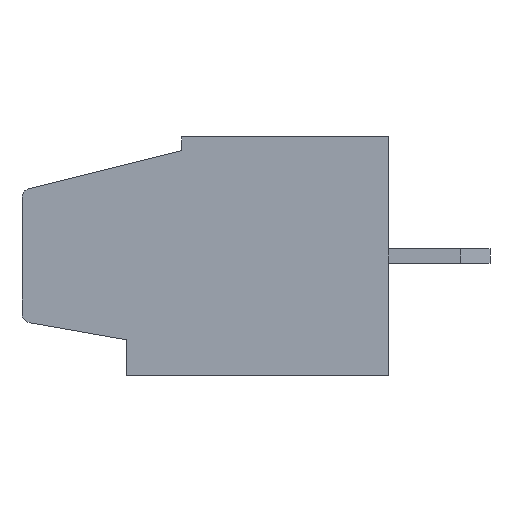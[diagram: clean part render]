
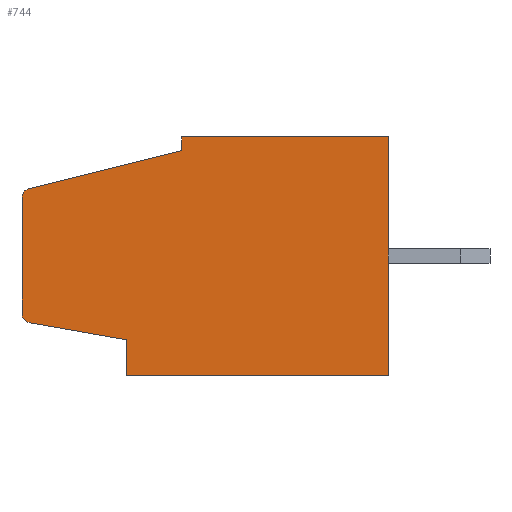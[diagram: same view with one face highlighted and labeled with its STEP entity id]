
A CAD part, left-side view. The second image highlights one B-rep face of the part: STEP entity #744.
In plain terms, the highlighted planar face has unit normal (-1, 0, 0).
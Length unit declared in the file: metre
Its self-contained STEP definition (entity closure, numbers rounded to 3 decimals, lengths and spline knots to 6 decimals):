
#744=ADVANCED_FACE('',(#1619),#1620,.F.);
#1619=FACE_OUTER_BOUND('',#2602,.T.);
#1620=PLANE('',#2603);
#2602=EDGE_LOOP('',(#4777,#4778,#4779,#4780,#4781,#4782,#4783,#4784,#4785,#4786));
#2603=AXIS2_PLACEMENT_3D('',#4787,#4788,#4789);
#4777=ORIENTED_EDGE('',*,*,#6179,.F.);
#4778=ORIENTED_EDGE('',*,*,#6421,.F.);
#4779=ORIENTED_EDGE('',*,*,#6050,.F.);
#4780=ORIENTED_EDGE('',*,*,#5941,.F.);
#4781=ORIENTED_EDGE('',*,*,#6615,.F.);
#4782=ORIENTED_EDGE('',*,*,#6616,.F.);
#4783=ORIENTED_EDGE('',*,*,#6617,.F.);
#4784=ORIENTED_EDGE('',*,*,#6424,.F.);
#4785=ORIENTED_EDGE('',*,*,#5989,.F.);
#4786=ORIENTED_EDGE('',*,*,#6570,.F.);
#4787=CARTESIAN_POINT('',(0.0,0.0123,-0.006098));
#4788=DIRECTION('',(1.0,0.,0.));
#4789=DIRECTION('',(0.,0.0,1.0));
#5941=EDGE_CURVE('',#7221,#7188,#7223,.T.);
#5989=EDGE_CURVE('',#7303,#7301,#7305,.T.);
#6050=EDGE_CURVE('',#7188,#7403,#7405,.T.);
#6179=EDGE_CURVE('',#7612,#7610,#7614,.T.);
#6421=EDGE_CURVE('',#7403,#7612,#7974,.T.);
#6424=EDGE_CURVE('',#7301,#7976,#7978,.T.);
#6570=EDGE_CURVE('',#7610,#7303,#8177,.T.);
#6615=EDGE_CURVE('',#8228,#7221,#8229,.T.);
#6616=EDGE_CURVE('',#8230,#8228,#8231,.T.);
#6617=EDGE_CURVE('',#7976,#8230,#8232,.T.);
#7188=VERTEX_POINT('',#8991);
#7221=VERTEX_POINT('',#9042);
#7223=LINE('',#9045,#9046);
#7301=VERTEX_POINT('',#9166);
#7303=VERTEX_POINT('',#9169);
#7305=LINE('',#9172,#9173);
#7403=VERTEX_POINT('',#9320);
#7405=LINE('',#9323,#9324);
#7610=VERTEX_POINT('',#9659);
#7612=VERTEX_POINT('',#9662);
#7614=LINE('',#9665,#9666);
#7974=CIRCLE('',#10182,0.0003);
#7976=VERTEX_POINT('',#10184);
#7978=LINE('',#10187,#10188);
#8177=CIRCLE('',#10475,0.0003);
#8228=VERTEX_POINT('',#10557);
#8229=LINE('',#10558,#10559);
#8230=VERTEX_POINT('',#10560);
#8231=LINE('',#10561,#10562);
#8232=LINE('',#10563,#10564);
#8991=CARTESIAN_POINT('',(0.0,0.009,-0.006985));
#9042=CARTESIAN_POINT('',(0.0,0.009,-0.0082));
#9045=CARTESIAN_POINT('',(0.0,0.009,-0.006985));
#9046=VECTOR('',#11118,1.0);
#9166=CARTESIAN_POINT('',(0.0,0.0071,-0.000479));
#9169=CARTESIAN_POINT('',(0.0,0.012373,-0.001793));
#9172=CARTESIAN_POINT('',(0.0,0.0071,-0.000479));
#9173=VECTOR('',#11162,1.0);
#9320=CARTESIAN_POINT('',(0.0,0.012352,-0.006394));
#9323=CARTESIAN_POINT('',(0.0,0.012352,-0.006394));
#9324=VECTOR('',#11221,1.0);
#9659=CARTESIAN_POINT('',(0.0,0.0126,-0.002084));
#9662=CARTESIAN_POINT('',(0.0,0.0126,-0.006098));
#9665=CARTESIAN_POINT('',(0.0,0.0126,-0.002084));
#9666=VECTOR('',#11382,1.0);
#10182=AXIS2_PLACEMENT_3D('',#11649,#11650,#11651);
#10184=CARTESIAN_POINT('',(0.0,0.0071,0.0));
#10187=CARTESIAN_POINT('',(0.0,0.0071,0.0));
#10188=VECTOR('',#11653,1.0);
#10475=AXIS2_PLACEMENT_3D('',#11792,#11793,#11794);
#10557=CARTESIAN_POINT('',(0.0,0.0,-0.0082));
#10558=CARTESIAN_POINT('',(0.0,0.009,-0.0082));
#10559=VECTOR('',#11825,1.0);
#10560=CARTESIAN_POINT('',(0.0,0.0,0.0));
#10561=CARTESIAN_POINT('',(0.0,0.0,-0.0082));
#10562=VECTOR('',#11826,1.0);
#10563=CARTESIAN_POINT('',(0.0,0.0,0.0));
#10564=VECTOR('',#11827,1.0);
#11118=DIRECTION('',(0.,0.,1.0));
#11162=DIRECTION('',(0.,-0.97,0.242));
#11221=DIRECTION('',(0.,0.985,0.174));
#11382=DIRECTION('',(0.,0.,1.0));
#11649=CARTESIAN_POINT('',(0.0,0.0123,-0.006098));
#11650=DIRECTION('',(1.0,0.,0.));
#11651=DIRECTION('',(0.,-0.766,0.643));
#11653=DIRECTION('',(0.,0.,1.0));
#11792=CARTESIAN_POINT('',(0.0,0.0123,-0.002084));
#11793=DIRECTION('',(1.0,0.,0.));
#11794=DIRECTION('',(0.,-0.788,-0.616));
#11825=DIRECTION('',(0.,1.0,0.));
#11826=DIRECTION('',(0.,0.,-1.0));
#11827=DIRECTION('',(0.,-1.0,0.));
